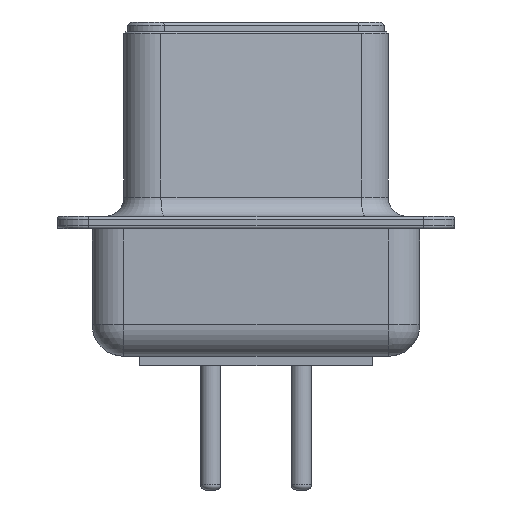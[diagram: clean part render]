
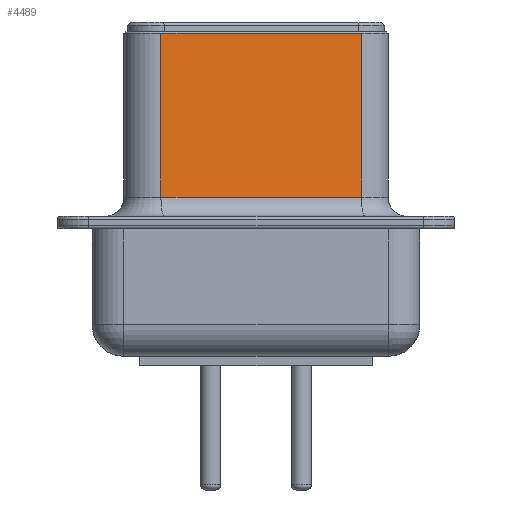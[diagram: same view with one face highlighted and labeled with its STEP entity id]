
A CAD part, left-side view. The second image highlights one B-rep face of the part: STEP entity #4489.
In plain terms, the highlighted planar face has unit normal (-0.986, -0.165, 0).
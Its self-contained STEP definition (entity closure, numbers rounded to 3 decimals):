
#4245 = VERTEX_POINT('',#4246);
#4246 = CARTESIAN_POINT('',(-51.084,-4.735,5.3));
#4297 = VERTEX_POINT('',#4298);
#4298 = CARTESIAN_POINT('',(-52.136,1.565,5.3));
#4305 = EDGE_CURVE('',#4245,#4297,#4306,.T.);
#4306 = LINE('',#4307,#4308);
#4307 = CARTESIAN_POINT('',(-51.084,-4.735,5.3));
#4308 = VECTOR('',#4309,1.);
#4309 = DIRECTION('',(-0.165,0.986,0.));
#4446 = EDGE_CURVE('',#4245,#4447,#4449,.T.);
#4447 = VERTEX_POINT('',#4448);
#4448 = CARTESIAN_POINT('',(-51.084,-4.735,10.45));
#4449 = LINE('',#4450,#4451);
#4450 = CARTESIAN_POINT('',(-51.084,-4.735,4.7));
#4451 = VECTOR('',#4452,1.);
#4452 = DIRECTION('',(0.,0.,1.));
#4489 = ADVANCED_FACE('',(#4490),#4508,.T.);
#4490 = FACE_BOUND('',#4491,.T.);
#4491 = EDGE_LOOP('',(#4492,#4493,#4501,#4507));
#4492 = ORIENTED_EDGE('',*,*,#4446,.T.);
#4493 = ORIENTED_EDGE('',*,*,#4494,.F.);
#4494 = EDGE_CURVE('',#4495,#4447,#4497,.T.);
#4495 = VERTEX_POINT('',#4496);
#4496 = CARTESIAN_POINT('',(-52.136,1.565,10.45));
#4497 = LINE('',#4498,#4499);
#4498 = CARTESIAN_POINT('',(-52.136,1.565,10.45));
#4499 = VECTOR('',#4500,1.);
#4500 = DIRECTION('',(0.165,-0.986,0.));
#4501 = ORIENTED_EDGE('',*,*,#4502,.F.);
#4502 = EDGE_CURVE('',#4297,#4495,#4503,.T.);
#4503 = LINE('',#4504,#4505);
#4504 = CARTESIAN_POINT('',(-52.136,1.565,4.7));
#4505 = VECTOR('',#4506,1.);
#4506 = DIRECTION('',(0.,0.,1.));
#4507 = ORIENTED_EDGE('',*,*,#4305,.F.);
#4508 = PLANE('',#4509);
#4509 = AXIS2_PLACEMENT_3D('',#4510,#4511,#4512);
#4510 = CARTESIAN_POINT('',(-50.945,-5.57,4.7));
#4511 = DIRECTION('',(-0.986,-0.165,0.));
#4512 = DIRECTION('',(-0.165,0.986,0.));
